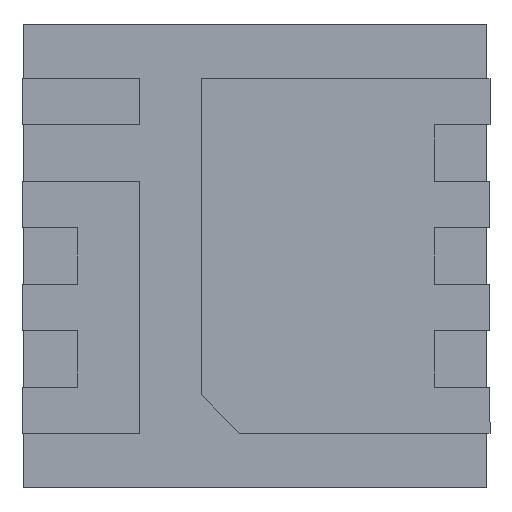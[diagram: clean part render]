
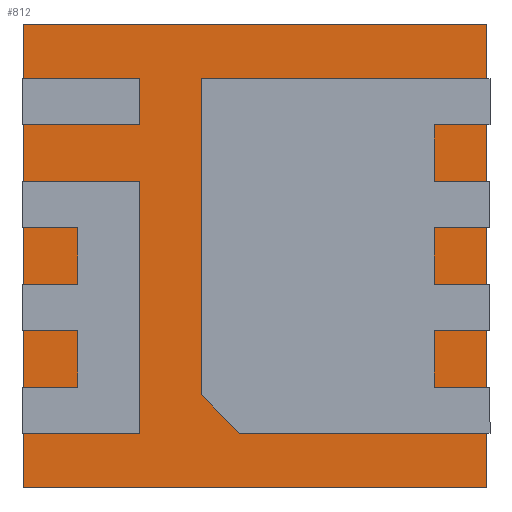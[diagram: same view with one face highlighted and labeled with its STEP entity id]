
A CAD part, front view. The second image highlights one B-rep face of the part: STEP entity #812.
In plain terms, the highlighted planar face has unit normal (0, -1, 0).
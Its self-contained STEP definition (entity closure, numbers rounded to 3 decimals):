
#37 = EDGE_CURVE ( 'NONE', #168, #1841, #686, .T. ) ;
#61 = DIRECTION ( 'NONE',  ( -1., 0., 0. ) ) ;
#80 = FACE_OUTER_BOUND ( 'NONE', #593, .T. ) ;
#115 = VERTEX_POINT ( 'NONE', #227 ) ;
#146 = ORIENTED_EDGE ( 'NONE', *, *, #1450, .T. ) ;
#165 = EDGE_CURVE ( 'NONE', #1841, #115, #1549, .T. ) ;
#168 = VERTEX_POINT ( 'NONE', #2010 ) ;
#190 = DIRECTION ( 'NONE',  ( 1., 0., 0. ) ) ;
#227 = CARTESIAN_POINT ( 'NONE',  ( -1.5, 0.05, -1.5 ) ) ;
#250 = VECTOR ( 'NONE', #515, 1000. ) ;
#482 = LINE ( 'NONE', #1109, #1804 ) ;
#490 = CARTESIAN_POINT ( 'NONE',  ( 1.5, 0.05, 1.5 ) ) ;
#515 = DIRECTION ( 'NONE',  ( 0., 0., 1. ) ) ;
#593 = EDGE_LOOP ( 'NONE', ( #1797, #146, #829, #771 ) ) ;
#686 = LINE ( 'NONE', #1337, #1049 ) ;
#725 = DIRECTION ( 'NONE',  ( 0., -1., 0. ) ) ;
#771 = ORIENTED_EDGE ( 'NONE', *, *, #37, .T. ) ;
#812 = ADVANCED_FACE ( 'NONE', ( #80 ), #1486, .T. ) ;
#824 = CARTESIAN_POINT ( 'NONE',  ( -1.5, 0.05, 1.5 ) ) ;
#829 = ORIENTED_EDGE ( 'NONE', *, *, #1395, .T. ) ;
#859 = VECTOR ( 'NONE', #1229, 1000. ) ;
#875 = DIRECTION ( 'NONE',  ( 0., 0., -1. ) ) ;
#969 = VERTEX_POINT ( 'NONE', #1597 ) ;
#1049 = VECTOR ( 'NONE', #61, 1000. ) ;
#1109 = CARTESIAN_POINT ( 'NONE',  ( -1.5, 0.05, -1.5 ) ) ;
#1229 = DIRECTION ( 'NONE',  ( 0., 0., -1. ) ) ;
#1262 = LINE ( 'NONE', #490, #250 ) ;
#1337 = CARTESIAN_POINT ( 'NONE',  ( -1.5, 0.05, 1.5 ) ) ;
#1349 = CARTESIAN_POINT ( 'NONE',  ( 1.5, 0.05, -1.5 ) ) ;
#1395 = EDGE_CURVE ( 'NONE', #969, #168, #1262, .T. ) ;
#1450 = EDGE_CURVE ( 'NONE', #115, #969, #482, .T. ) ;
#1486 = PLANE ( 'NONE',  #1893 ) ;
#1549 = LINE ( 'NONE', #1720, #859 ) ;
#1597 = CARTESIAN_POINT ( 'NONE',  ( 1.5, 0.05, -1.5 ) ) ;
#1720 = CARTESIAN_POINT ( 'NONE',  ( -1.5, 0.05, 1.5 ) ) ;
#1797 = ORIENTED_EDGE ( 'NONE', *, *, #165, .T. ) ;
#1804 = VECTOR ( 'NONE', #190, 1000. ) ;
#1841 = VERTEX_POINT ( 'NONE', #824 ) ;
#1893 = AXIS2_PLACEMENT_3D ( 'NONE', #1349, #725, #875 ) ;
#2010 = CARTESIAN_POINT ( 'NONE',  ( 1.5, 0.05, 1.5 ) ) ;
